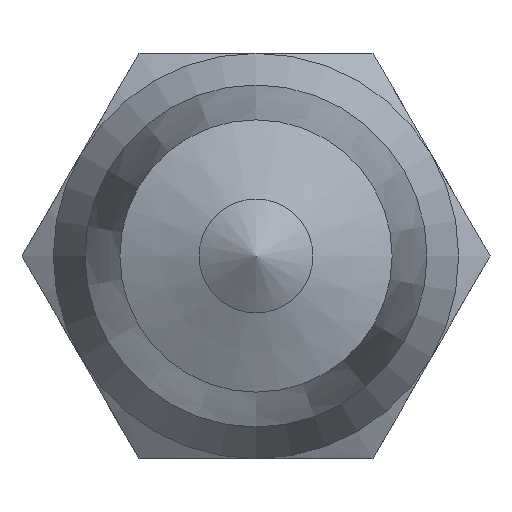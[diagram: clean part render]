
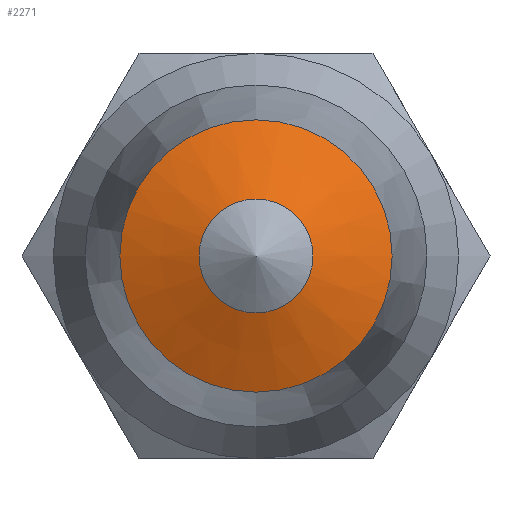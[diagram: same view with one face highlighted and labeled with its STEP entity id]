
A CAD part, front view. The second image highlights one B-rep face of the part: STEP entity #2271.
In plain terms, the highlighted conical face has half-angle 67.805 degrees and reference radius 10.75 mm.
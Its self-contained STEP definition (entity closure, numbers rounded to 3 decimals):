
#129=CONICAL_SURFACE('',#2431,10.75,1.183);
#240=LINE('',#3186,#430);
#430=VECTOR('',#2633,10.75);
#638=FACE_OUTER_BOUND('',#772,.T.);
#772=EDGE_LOOP('',(#1576,#1577,#1578,#1579,#1580,#1581,#1582,#1583));
#917=CIRCLE('',#2432,4.5);
#918=CIRCLE('',#2433,4.5);
#919=CIRCLE('',#2434,10.75);
#920=CIRCLE('',#2435,10.75);
#921=CIRCLE('',#2436,10.75);
#922=CIRCLE('',#2437,4.5);
#983=VERTEX_POINT('',#3180);
#984=VERTEX_POINT('',#3181);
#985=VERTEX_POINT('',#3183);
#986=VERTEX_POINT('',#3185);
#987=VERTEX_POINT('',#3187);
#988=VERTEX_POINT('',#3189);
#1217=EDGE_CURVE('',#983,#984,#917,.T.);
#1218=EDGE_CURVE('',#984,#985,#918,.T.);
#1219=EDGE_CURVE('',#985,#986,#240,.T.);
#1220=EDGE_CURVE('',#986,#987,#919,.T.);
#1221=EDGE_CURVE('',#987,#988,#920,.T.);
#1222=EDGE_CURVE('',#988,#986,#921,.T.);
#1223=EDGE_CURVE('',#985,#983,#922,.T.);
#1576=ORIENTED_EDGE('',*,*,#1217,.T.);
#1577=ORIENTED_EDGE('',*,*,#1218,.T.);
#1578=ORIENTED_EDGE('',*,*,#1219,.T.);
#1579=ORIENTED_EDGE('',*,*,#1220,.T.);
#1580=ORIENTED_EDGE('',*,*,#1221,.T.);
#1581=ORIENTED_EDGE('',*,*,#1222,.T.);
#1582=ORIENTED_EDGE('',*,*,#1219,.F.);
#1583=ORIENTED_EDGE('',*,*,#1223,.T.);
#2271=ADVANCED_FACE('',(#638),#129,.T.);
#2431=AXIS2_PLACEMENT_3D('',#3179,#2627,#2628);
#2432=AXIS2_PLACEMENT_3D('',#3182,#2629,#2630);
#2433=AXIS2_PLACEMENT_3D('',#3184,#2631,#2632);
#2434=AXIS2_PLACEMENT_3D('',#3188,#2634,#2635);
#2435=AXIS2_PLACEMENT_3D('',#3190,#2636,#2637);
#2436=AXIS2_PLACEMENT_3D('',#3191,#2638,#2639);
#2437=AXIS2_PLACEMENT_3D('',#3192,#2640,#2641);
#2627=DIRECTION('center_axis',(0.,1.,0.));
#2628=DIRECTION('ref_axis',(1.,0.,0.));
#2629=DIRECTION('center_axis',(0.,1.,0.));
#2630=DIRECTION('ref_axis',(0.,0.,1.));
#2631=DIRECTION('center_axis',(0.,1.,0.));
#2632=DIRECTION('ref_axis',(0.,0.,1.));
#2633=DIRECTION('',(-0.926,0.378,0.));
#2634=DIRECTION('center_axis',(0.,-1.,0.));
#2635=DIRECTION('ref_axis',(1.,0.,0.));
#2636=DIRECTION('center_axis',(0.,-1.,0.));
#2637=DIRECTION('ref_axis',(1.,0.,0.));
#2638=DIRECTION('center_axis',(0.,-1.,0.));
#2639=DIRECTION('ref_axis',(1.,0.,0.));
#2640=DIRECTION('center_axis',(0.,1.,0.));
#2641=DIRECTION('ref_axis',(0.,0.,1.));
#3179=CARTESIAN_POINT('Origin',(0.,-45.45,0.));
#3180=CARTESIAN_POINT('',(0.,-48.,4.5));
#3181=CARTESIAN_POINT('',(0.,-48.,-4.5));
#3182=CARTESIAN_POINT('Origin',(0.,-48.,0.));
#3183=CARTESIAN_POINT('',(-4.5,-48.,0.));
#3184=CARTESIAN_POINT('Origin',(0.,-48.,0.));
#3185=CARTESIAN_POINT('',(-10.75,-45.45,0.));
#3186=CARTESIAN_POINT('',(-10.75,-45.45,0.));
#3187=CARTESIAN_POINT('',(0.,-45.45,-10.75));
#3188=CARTESIAN_POINT('Origin',(0.,-45.45,0.));
#3189=CARTESIAN_POINT('',(10.75,-45.45,0.));
#3190=CARTESIAN_POINT('Origin',(0.,-45.45,0.));
#3191=CARTESIAN_POINT('Origin',(0.,-45.45,0.));
#3192=CARTESIAN_POINT('Origin',(0.,-48.,0.));
